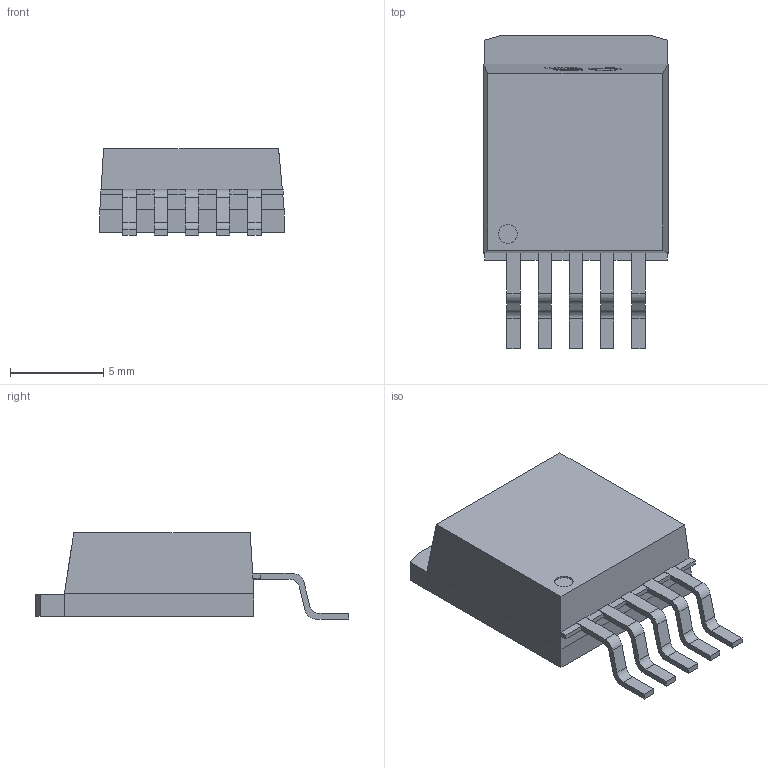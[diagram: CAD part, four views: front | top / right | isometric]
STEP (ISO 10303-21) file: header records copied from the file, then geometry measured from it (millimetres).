
FILE_DESCRIPTION (( 'STEP AP214' ), '1' );
FILE_NAME ('TO-263-5_L10.0-W8.4-P1.70-LS15.3-BR.step', '2022-08-01T13:06:32', ( '' ), ( '' ), 'SwSTEP 2.0', 'SolidWorks 2020', '' );
FILE_SCHEMA (( 'AUTOMOTIVE_DESIGN' ));
Length unit declared in the file: millimetre
Products named in the file (1): TO-263-5_L10.0-W8.4-P1.70-LS15.3-BR
Bounding box: 9.88 x 16.8 x 4.62 mm (x, y, z)
Volume: 455.9 mm3; surface area: 470.7 mm2
Topology: 1 solids, 1 shells, 341 faces, 951 edges, 632 vertices
Faces by surface type: plane 221, bspline 98, cylinder 22
Entity records: 14423 total; most frequent: CARTESIAN_POINT 3231, ORIENTED_EDGE 1902, DIRECTION 1283, EDGE_CURVE 951, VECTOR 707, LINE 707, VERTEX_POINT 632, EDGE_LOOP 361
